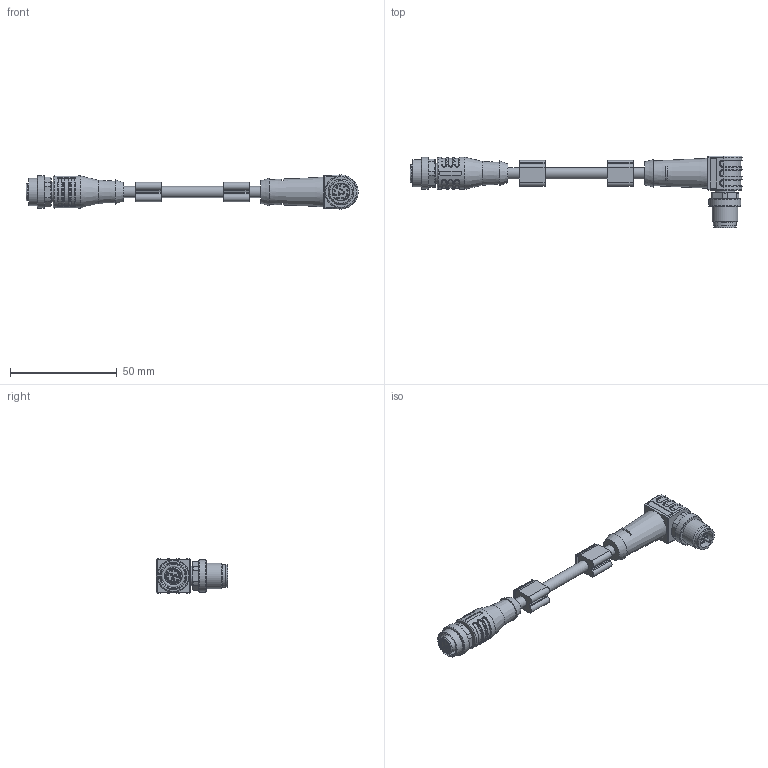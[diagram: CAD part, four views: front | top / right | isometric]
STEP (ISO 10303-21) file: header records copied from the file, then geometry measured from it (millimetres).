
FILE_DESCRIPTION(/* description */ (''),/* implementation_level */ '2;1');
FILE_NAME(/* name */ 'AL-WAKS12_AL-WWASS12.stp',/* time_stamp */ '2015-09-14T17:18:57+02:00',/* author */ ('ESCHA Bauelemente GmbH'),/* organization */ ('ESCHA Bauelemente GmbH'),/* preprocessor_version */ 'ST-DEVELOPER v14',/* originating_system */ 'SIEMENS PLM Software NX 8.0',/* authorisation */ '');
FILE_SCHEMA (('AP203_CONFIGURATION_CONTROLLED_3D_DESIGN_OF_MECHANICAL_PARTS_AND_ASSEMBLIES_MIM_LF { 1 0 10303 403 2 1 2}'));
Length unit declared in the file: millimetre
Products named in the file (1): AL-WAKS12_AL-WWASS12_stp
Bounding box: 155.37 x 33.5 x 15.97 mm (x, y, z)
Volume: 17612.4 mm3; surface area: 9021.5 mm2
Topology: 1 solids, 1 shells, 832 faces, 2128 edges, 1381 vertices
Faces by surface type: plane 297, extrusion 232, cylinder 170, bspline 54, cone 36, torus 31, sphere 12
Full cylindrical faces by diameter (mm): 0.6 x12, 0.7 x12, 5.2 x3, 8.3 x1, 9.3 x2, 10.5 x1, 10.8 x1, 10.95 x1, 12 x1, 12.3 x1, 12.8 x1, 15 x3
Entity records: 27626 total; most frequent: CARTESIAN_POINT 9510, ORIENTED_EDGE 3980, DIRECTION 2977, EDGE_CURVE 1990, VERTEX_POINT 1325, VECTOR 1137, EDGE_LOOP 1003, AXIS2_PLACEMENT_3D 920
